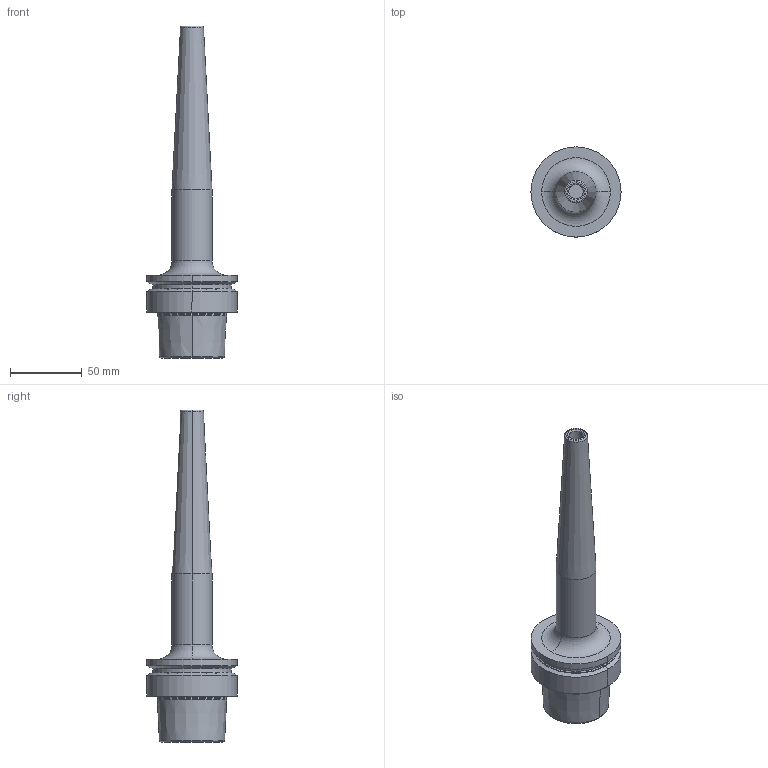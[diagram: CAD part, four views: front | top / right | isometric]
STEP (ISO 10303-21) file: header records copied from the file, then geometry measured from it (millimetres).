
FILE_DESCRIPTION((''),'2;1');
FILE_NAME('30596787','2014-05-22T',('reuterm'),(''),'PRO/ENGINEER BY PARAMETRIC TECHNOLOGY CORPORATION, 2011220','PRO/ENGINEER BY PARAMETRIC TECHNOLOGY CORPORATION, 2011220','');
FILE_SCHEMA(('AUTOMOTIVE_DESIGN_CC2 { 1 2 10303 214 -1 1 5 2 }'));
Length unit declared in the file: millimetre
Products named in the file (1): 30596787
Bounding box: 63 x 63 x 231.9 mm (x, y, z)
Volume: 212986 mm3; surface area: 30296.1 mm2
Topology: 1 solids, 1 shells, 49 faces, 618 edges, 1017 vertices
Faces by surface type: torus 16, cone 14, cylinder 12, plane 7
Entity records: 6008 total; most frequent: CARTESIAN_POINT 1768, PRESENTATION_STYLE_ASSIGNMENT 629, STYLED_ITEM 629, CURVE_STYLE 626, DIRECTION 527, B_SPLINE_CURVE_WITH_KNOTS 347, AXIS2_PLACEMENT_3D 201, ORIENTED_EDGE 192
